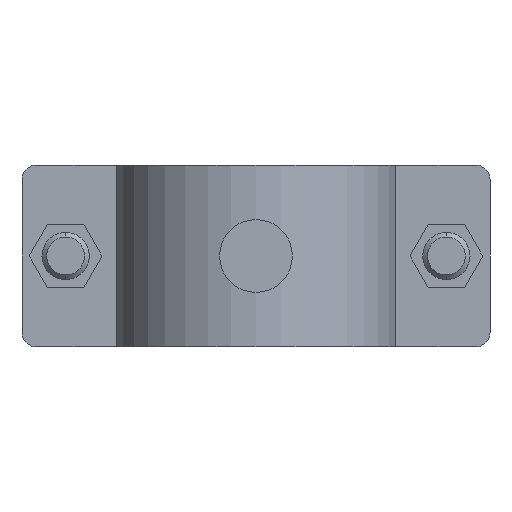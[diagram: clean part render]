
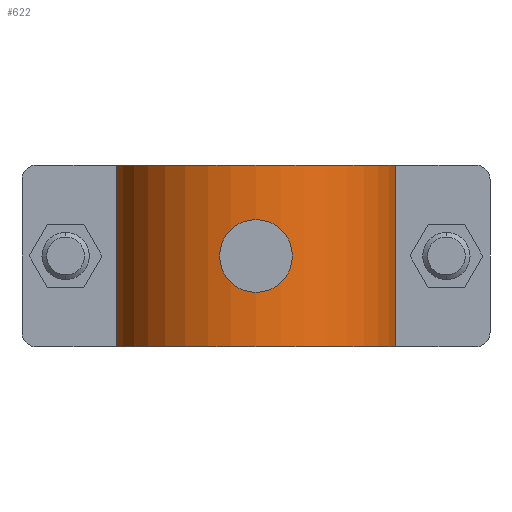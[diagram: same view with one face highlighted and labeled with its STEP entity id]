
A CAD part, front view. The second image highlights one B-rep face of the part: STEP entity #622.
In plain terms, the highlighted cylindrical face has radius 19.5 mm (diameter 39 mm), a partial arc.
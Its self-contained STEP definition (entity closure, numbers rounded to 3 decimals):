
#93 = VERTEX_POINT ( 'NONE', #1337 ) ;
#270 = CARTESIAN_POINT ( 'NONE',  ( -19.183, -3.5, 12.5 ) ) ;
#414 = AXIS2_PLACEMENT_3D ( 'NONE', #1594, #553, #1781 ) ;
#553 = DIRECTION ( 'NONE',  ( 0., 0., 1. ) ) ;
#622 = ADVANCED_FACE ( 'NONE', ( #897 ), #670, .T. ) ;
#651 = DIRECTION ( 'NONE',  ( 1., 0., 0. ) ) ;
#670 = CYLINDRICAL_SURFACE ( 'NONE', #1841, 19.5 ) ;
#681 = EDGE_CURVE ( 'NONE', #1014, #1257, #1315, .T. ) ;
#831 = EDGE_LOOP ( 'NONE', ( #2552, #2303, #2499, #1266 ) ) ;
#897 = FACE_OUTER_BOUND ( 'NONE', #831, .T. ) ;
#1014 = VERTEX_POINT ( 'NONE', #270 ) ;
#1068 = EDGE_CURVE ( 'NONE', #1257, #2025, #2532, .T. ) ;
#1076 = CARTESIAN_POINT ( 'NONE',  ( 0., 0., 12.5 ) ) ;
#1143 = CARTESIAN_POINT ( 'NONE',  ( -19.183, -3.5, 12.5 ) ) ;
#1257 = VERTEX_POINT ( 'NONE', #1498 ) ;
#1266 = ORIENTED_EDGE ( 'NONE', *, *, #1788, .T. ) ;
#1285 = DIRECTION ( 'NONE',  ( -1., 0., 0. ) ) ;
#1315 = CIRCLE ( 'NONE', #414, 19.5 ) ;
#1328 = DIRECTION ( 'NONE',  ( 0., 0., -1. ) ) ;
#1337 = CARTESIAN_POINT ( 'NONE',  ( -19.183, -3.5, -12.5 ) ) ;
#1470 = CIRCLE ( 'NONE', #1692, 19.5 ) ;
#1498 = CARTESIAN_POINT ( 'NONE',  ( 19.183, -3.5, 12.5 ) ) ;
#1570 = VECTOR ( 'NONE', #1328, 1000. ) ;
#1594 = CARTESIAN_POINT ( 'NONE',  ( 0., 0., 12.5 ) ) ;
#1692 = AXIS2_PLACEMENT_3D ( 'NONE', #2132, #2546, #651 ) ;
#1743 = DIRECTION ( 'NONE',  ( 0., 0., -1. ) ) ;
#1781 = DIRECTION ( 'NONE',  ( 1., 0., 0. ) ) ;
#1783 = CARTESIAN_POINT ( 'NONE',  ( 19.183, -3.5, -12.5 ) ) ;
#1788 = EDGE_CURVE ( 'NONE', #1014, #93, #2593, .T. ) ;
#1841 = AXIS2_PLACEMENT_3D ( 'NONE', #1076, #1743, #1285 ) ;
#1958 = DIRECTION ( 'NONE',  ( 0., 0., -1. ) ) ;
#1978 = VECTOR ( 'NONE', #1958, 1000. ) ;
#2025 = VERTEX_POINT ( 'NONE', #1783 ) ;
#2132 = CARTESIAN_POINT ( 'NONE',  ( 0., 0., -12.5 ) ) ;
#2234 = EDGE_CURVE ( 'NONE', #93, #2025, #1470, .T. ) ;
#2303 = ORIENTED_EDGE ( 'NONE', *, *, #1068, .F. ) ;
#2499 = ORIENTED_EDGE ( 'NONE', *, *, #681, .F. ) ;
#2532 = LINE ( 'NONE', #2585, #1978 ) ;
#2546 = DIRECTION ( 'NONE',  ( 0., 0., 1. ) ) ;
#2552 = ORIENTED_EDGE ( 'NONE', *, *, #2234, .T. ) ;
#2585 = CARTESIAN_POINT ( 'NONE',  ( 19.183, -3.5, 12.5 ) ) ;
#2593 = LINE ( 'NONE', #1143, #1570 ) ;
